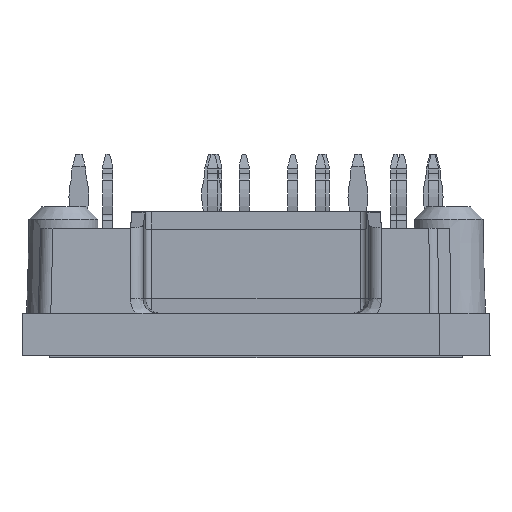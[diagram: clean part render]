
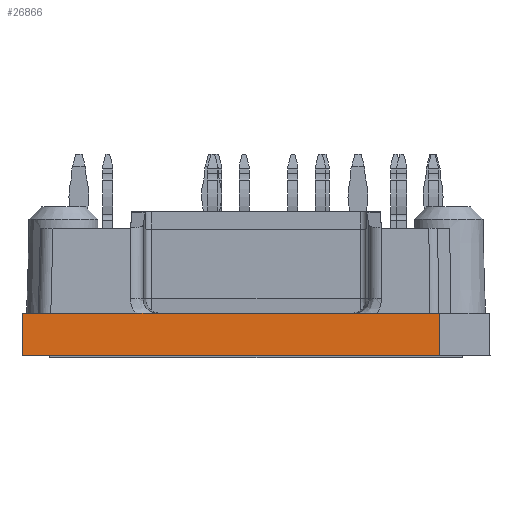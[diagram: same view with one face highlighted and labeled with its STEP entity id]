
A CAD part, left-side view. The second image highlights one B-rep face of the part: STEP entity #26866.
In plain terms, the highlighted planar face has unit normal (-1, 0, 0.018).
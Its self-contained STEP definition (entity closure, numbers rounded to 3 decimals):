
#1902=ORIENTED_EDGE('',*,*,#7556,.T.);
#1903=ORIENTED_EDGE('',*,*,#7557,.F.);
#1904=ORIENTED_EDGE('',*,*,#7554,.T.);
#1905=ORIENTED_EDGE('',*,*,#7507,.T.);
#7507=EDGE_CURVE('',#10257,#10261,#12183,.F.);
#7554=EDGE_CURVE('',#10302,#10257,#12222,.T.);
#7556=EDGE_CURVE('',#10261,#10303,#12224,.F.);
#7557=EDGE_CURVE('',#10302,#10303,#12225,.F.);
#10257=VERTEX_POINT('',#36462);
#10261=VERTEX_POINT('',#36470);
#10302=VERTEX_POINT('',#36566);
#10303=VERTEX_POINT('',#36570);
#12183=LINE('',#36471,#14345);
#12222=LINE('',#36565,#14384);
#12224=LINE('',#36569,#14386);
#12225=LINE('',#36571,#14387);
#14345=VECTOR('',#30630,1000.);
#14384=VECTOR('',#30699,1000.);
#14386=VECTOR('',#30703,1000.);
#14387=VECTOR('',#30704,1000.);
#16304=EDGE_LOOP('',(#1902,#1903,#1904,#1905));
#17486=FACE_BOUND('',#16304,.T.);
#18582=PLANE('',#28121);
#26866=ADVANCED_FACE('',(#17486),#18582,.T.);
#28121=AXIS2_PLACEMENT_3D('',#36568,#30701,#30702);
#30630=DIRECTION('',(0.,1.,0.));
#30699=DIRECTION('',(-0.017,0.017,-1.));
#30701=DIRECTION('',(-1.,0.,0.017));
#30702=DIRECTION('',(0.017,0.,1.));
#30703=DIRECTION('',(-0.017,-0.007,-1.));
#30704=DIRECTION('',(0.,1.,0.));
#36462=CARTESIAN_POINT('',(-41.,18.7,0.));
#36470=CARTESIAN_POINT('',(-41.,-14.7,0.));
#36471=CARTESIAN_POINT('',(-41.,0.,0.));
#36565=CARTESIAN_POINT('',(-40.994,18.694,0.326));
#36566=CARTESIAN_POINT('',(-40.941,18.641,3.4));
#36568=CARTESIAN_POINT('',(-41.,0.,0.));
#36569=CARTESIAN_POINT('',(-40.998,-14.699,0.134));
#36570=CARTESIAN_POINT('',(-40.941,-14.675,3.4));
#36571=CARTESIAN_POINT('',(-40.941,0.,3.4));
